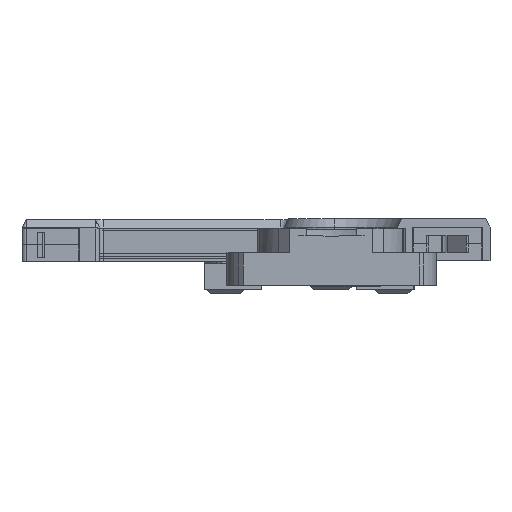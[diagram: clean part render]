
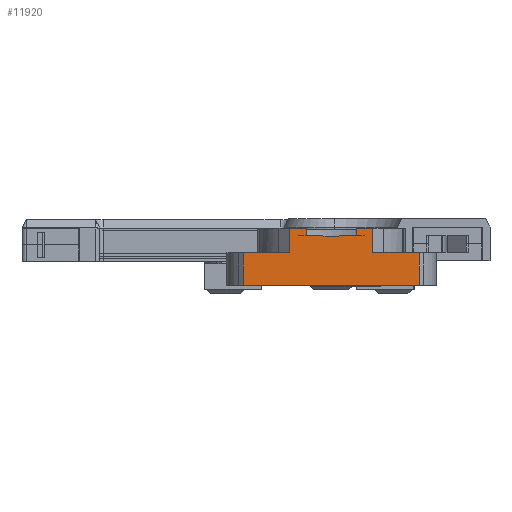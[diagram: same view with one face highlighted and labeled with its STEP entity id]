
A CAD part, top view. The second image highlights one B-rep face of the part: STEP entity #11920.
In plain terms, the highlighted planar face has unit normal (0, 0, 1).
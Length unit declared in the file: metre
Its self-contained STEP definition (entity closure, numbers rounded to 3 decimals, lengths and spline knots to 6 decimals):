
#10=(
BOUNDED_CURVE()
B_SPLINE_CURVE(2,(#17947,#17948,#17949,#17950,#17951,#17952,#17953),
 .UNSPECIFIED.,.F.,.F.)
B_SPLINE_CURVE_WITH_KNOTS((3,2,2,3),(19.30466,19.342441,
23.083202,23.12061),.PIECEWISE_BEZIER_KNOTS.)
CURVE()
GEOMETRIC_REPRESENTATION_ITEM()
RATIONAL_B_SPLINE_CURVE((6.709,6.709,6.709,
6.799,6.709,6.709,6.709))
REPRESENTATION_ITEM('')
);
#1517=ORIENTED_EDGE('',*,*,#4551,.T.);
#1518=ORIENTED_EDGE('',*,*,#4537,.F.);
#1519=ORIENTED_EDGE('',*,*,#4552,.T.);
#1520=ORIENTED_EDGE('',*,*,#4553,.T.);
#1521=ORIENTED_EDGE('',*,*,#4554,.T.);
#1522=ORIENTED_EDGE('',*,*,#4498,.F.);
#1523=ORIENTED_EDGE('',*,*,#4555,.T.);
#1524=ORIENTED_EDGE('',*,*,#4556,.T.);
#1525=ORIENTED_EDGE('',*,*,#4557,.T.);
#1526=ORIENTED_EDGE('',*,*,#4558,.T.);
#1527=ORIENTED_EDGE('',*,*,#4559,.T.);
#1528=ORIENTED_EDGE('',*,*,#4486,.F.);
#1529=ORIENTED_EDGE('',*,*,#4560,.T.);
#1530=ORIENTED_EDGE('',*,*,#4561,.T.);
#4486=EDGE_CURVE('',#6087,#6088,#7322,.T.);
#4498=EDGE_CURVE('',#6099,#6100,#7328,.T.);
#4537=EDGE_CURVE('',#6134,#6135,#7355,.T.);
#4551=EDGE_CURVE('',#6142,#6135,#7362,.T.);
#4552=EDGE_CURVE('',#6134,#6143,#7363,.T.);
#4553=EDGE_CURVE('',#6143,#6144,#7364,.T.);
#4554=EDGE_CURVE('',#6144,#6100,#7365,.T.);
#4555=EDGE_CURVE('',#6099,#6145,#7366,.T.);
#4556=EDGE_CURVE('',#6145,#6146,#7367,.T.);
#4557=EDGE_CURVE('',#6146,#6147,#10,.T.);
#4558=EDGE_CURVE('',#6147,#6148,#7368,.T.);
#4559=EDGE_CURVE('',#6148,#6088,#7369,.T.);
#4560=EDGE_CURVE('',#6087,#6149,#7370,.T.);
#4561=EDGE_CURVE('',#6149,#6142,#7371,.T.);
#6087=VERTEX_POINT('',#17774);
#6088=VERTEX_POINT('',#17776);
#6099=VERTEX_POINT('',#17807);
#6100=VERTEX_POINT('',#17809);
#6134=VERTEX_POINT('',#17891);
#6135=VERTEX_POINT('',#17893);
#6142=VERTEX_POINT('',#17937);
#6143=VERTEX_POINT('',#17939);
#6144=VERTEX_POINT('',#17941);
#6145=VERTEX_POINT('',#17944);
#6146=VERTEX_POINT('',#17946);
#6147=VERTEX_POINT('',#17954);
#6148=VERTEX_POINT('',#17956);
#6149=VERTEX_POINT('',#17959);
#7322=LINE('',#17775,#8830);
#7328=LINE('',#17808,#8836);
#7355=LINE('',#17892,#8863);
#7362=LINE('',#17936,#8870);
#7363=LINE('',#17938,#8871);
#7364=LINE('',#17940,#8872);
#7365=LINE('',#17942,#8873);
#7366=LINE('',#17943,#8874);
#7367=LINE('',#17945,#8875);
#7368=LINE('',#17955,#8876);
#7369=LINE('',#17957,#8877);
#7370=LINE('',#17958,#8878);
#7371=LINE('',#17960,#8879);
#8830=VECTOR('',#14329,1.);
#8836=VECTOR('',#14341,1.);
#8863=VECTOR('',#14396,1.);
#8870=VECTOR('',#14415,1.);
#8871=VECTOR('',#14416,1.);
#8872=VECTOR('',#14417,1.);
#8873=VECTOR('',#14418,1.);
#8874=VECTOR('',#14419,1.);
#8875=VECTOR('',#14420,1.);
#8876=VECTOR('',#14421,1.);
#8877=VECTOR('',#14422,1.);
#8878=VECTOR('',#14423,1.);
#8879=VECTOR('',#14424,1.);
#10031=EDGE_LOOP('',(#1517,#1518,#1519,#1520,#1521,#1522,#1523,#1524,#1525,
#1526,#1527,#1528,#1529,#1530));
#10718=FACE_BOUND('',#10031,.T.);
#11362=PLANE('',#12779);
#11920=ADVANCED_FACE('',(#10718),#11362,.F.);
#12779=AXIS2_PLACEMENT_3D('',#17935,#14413,#14414);
#14329=DIRECTION('',(1.,0.,0.));
#14341=DIRECTION('',(1.,0.,0.));
#14396=DIRECTION('',(-1.,0.,0.));
#14413=DIRECTION('',(0.,0.,-1.));
#14414=DIRECTION('',(1.,0.,0.));
#14415=DIRECTION('',(0.,-1.,0.));
#14416=DIRECTION('',(0.,1.,0.));
#14417=DIRECTION('',(-1.,0.,0.));
#14418=DIRECTION('',(0.,1.,0.));
#14419=DIRECTION('',(0.,-1.,0.));
#14420=DIRECTION('',(-1.,0.,0.));
#14421=DIRECTION('',(-1.,0.,0.));
#14422=DIRECTION('',(0.,1.,0.));
#14423=DIRECTION('',(0.,-1.,0.));
#14424=DIRECTION('',(-1.,0.,0.));
#17774=CARTESIAN_POINT('',(0.24401,0.38355,0.371904));
#17775=CARTESIAN_POINT('',(0.26733,0.38355,0.371904));
#17776=CARTESIAN_POINT('',(0.247981,0.38355,0.371904));
#17807=CARTESIAN_POINT('',(0.25982,0.38355,0.371904));
#17808=CARTESIAN_POINT('',(0.260634,0.38355,0.371904));
#17809=CARTESIAN_POINT('',(0.26379,0.38355,0.371904));
#17891=CARTESIAN_POINT('',(0.2749,0.37,0.371904));
#17892=CARTESIAN_POINT('',(0.253919,0.37,0.371904));
#17893=CARTESIAN_POINT('',(0.2329,0.37,0.371904));
#17935=CARTESIAN_POINT('',(0.253937,0.380748,0.371904));
#17936=CARTESIAN_POINT('',(0.2329,0.380748,0.371904));
#17937=CARTESIAN_POINT('',(0.2329,0.37775,0.371904));
#17938=CARTESIAN_POINT('',(0.2749,0.380748,0.371904));
#17939=CARTESIAN_POINT('',(0.2749,0.37775,0.371904));
#17940=CARTESIAN_POINT('',(0.253937,0.37775,0.371904));
#17941=CARTESIAN_POINT('',(0.26379,0.37775,0.371904));
#17942=CARTESIAN_POINT('',(0.26379,0.380748,0.371904));
#17943=CARTESIAN_POINT('',(0.25982,0.381708,0.371904));
#17944=CARTESIAN_POINT('',(0.25982,0.381785,0.371904));
#17945=CARTESIAN_POINT('',(0.253937,0.381785,0.371904));
#17946=CARTESIAN_POINT('',(0.256359,0.381785,0.371904));
#17947=CARTESIAN_POINT('',(0.256408,0.38179,0.371904));
#17948=CARTESIAN_POINT('',(0.256383,0.381787,0.371904));
#17949=CARTESIAN_POINT('',(0.256358,0.381785,0.371904));
#17950=CARTESIAN_POINT('',(0.2539,0.381555,0.371904));
#17951=CARTESIAN_POINT('',(0.251442,0.381785,0.371904));
#17952=CARTESIAN_POINT('',(0.251418,0.381787,0.371904));
#17953=CARTESIAN_POINT('',(0.251393,0.38179,0.371904));
#17954=CARTESIAN_POINT('',(0.251442,0.381785,0.371904));
#17955=CARTESIAN_POINT('',(0.253937,0.381785,0.371904));
#17956=CARTESIAN_POINT('',(0.247981,0.381785,0.371904));
#17957=CARTESIAN_POINT('',(0.247981,0.381708,0.371904));
#17958=CARTESIAN_POINT('',(0.24401,0.380749,0.371904));
#17959=CARTESIAN_POINT('',(0.24401,0.37775,0.371904));
#17960=CARTESIAN_POINT('',(0.243546,0.37775,0.371904));
